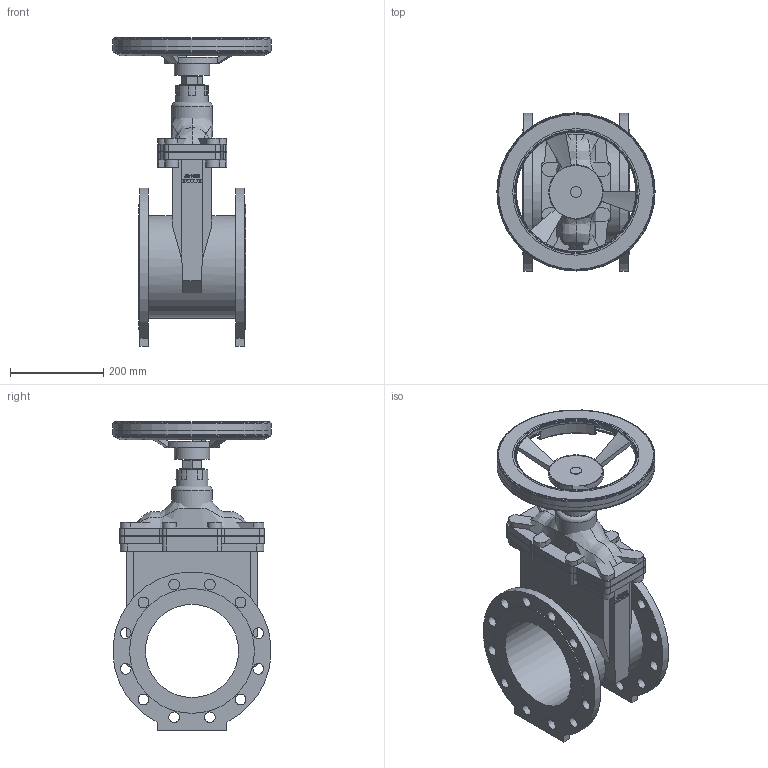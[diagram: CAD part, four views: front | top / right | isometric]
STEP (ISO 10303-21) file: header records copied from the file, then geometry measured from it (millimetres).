
FILE_DESCRIPTION(('STEP AP203'), '1');
FILE_NAME('3D_101-200-16', '', ('UNSPECIFIED'), ('UNSPECIFIED'), 'C3D Converter', 'C3D Toolkit', '');
FILE_SCHEMA(('CONFIG_CONTROL_DESIGN'));
Length unit declared in the file: millimetre
Bounding box: 340 x 340 x 662.01 mm (x, y, z)
Volume: 10345036.5 mm3; surface area: 1232780.3 mm2
Topology: 3 solids, 3 shells, 3667 faces, 10825 edges, 7216 vertices
Faces by surface type: plane 3437, cylinder 91, cone 89, bspline 30, torus 20
Full cylindrical faces by diameter (mm): 23 x24, 24.286 x1, 25 x1, 52 x1, 70 x1, 75.556 x1, 88 x1, 111.296 x1, 200 x1, 220 x1, 264.444 x1, 268 x2, 332.444 x1, 340 x1
Entity records: 157327 total; most frequent: CARTESIAN_POINT 30129, ORIENTED_EDGE 21438, DIRECTION 18354, EDGE_CURVE 10719, LINE 10184, VECTOR 10184, VERTEX_POINT 7216, AXIS2_PLACEMENT_3D 4085
